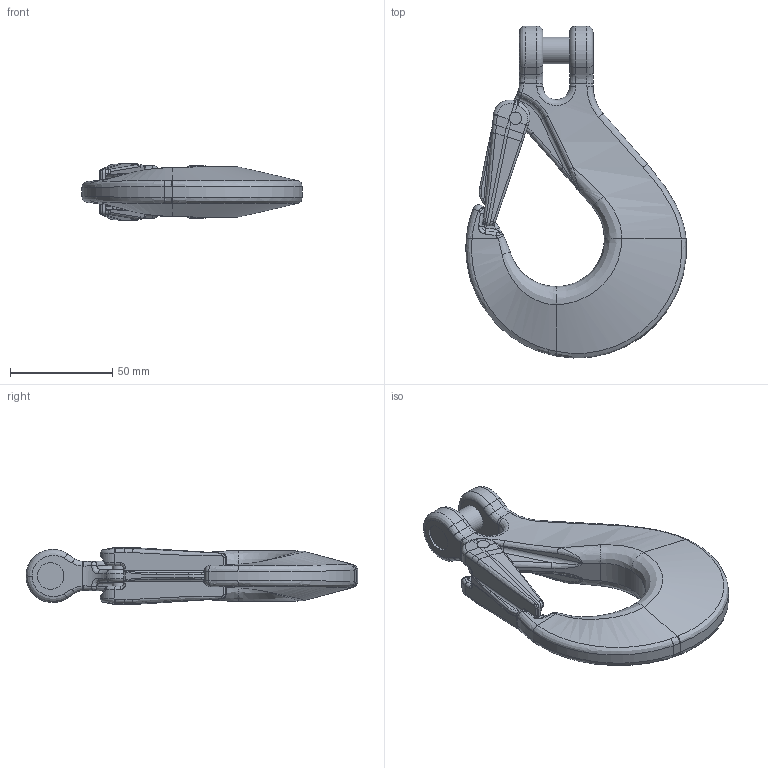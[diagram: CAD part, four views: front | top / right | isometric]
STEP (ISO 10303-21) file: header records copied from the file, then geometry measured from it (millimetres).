
FILE_DESCRIPTION(/* description */ (''),/* implementation_level */ '2;1');
FILE_NAME(/* name */ 'KHSW 10 Kundenmodell',/* time_stamp */ '2009-08-07T08:46:24+02:00',/* author */ (''),/* organization */ (''),/* preprocessor_version */ 'ST-DEVELOPER v9',/* originating_system */ 'UGS - NX 4.0',/* authorisation */ '');
FILE_SCHEMA (('AUTOMOTIVE_DESIGN { 1 0 10303 214 1 1 1 1 }'));
Length unit declared in the file: millimetre
Products named in the file (1): ritA313zr9h
Bounding box: 107.84 x 162.46 x 27.8 mm (x, y, z)
Volume: 141375.9 mm3; surface area: 32527.6 mm2
Topology: 3 solids, 3 shells, 379 faces, 915 edges, 536 vertices
Faces by surface type: bspline 168, cylinder 112, plane 75, torus 17, sphere 6, extrusion 1
Full cylindrical faces by diameter (mm): 6 x4, 13 x3
Entity records: 19832 total; most frequent: CARTESIAN_POINT 12182, ORIENTED_EDGE 1796, DIRECTION 1345, EDGE_CURVE 898, AXIS2_PLACEMENT_3D 556, VERTEX_POINT 532, EDGE_LOOP 394, ADVANCED_FACE 379
